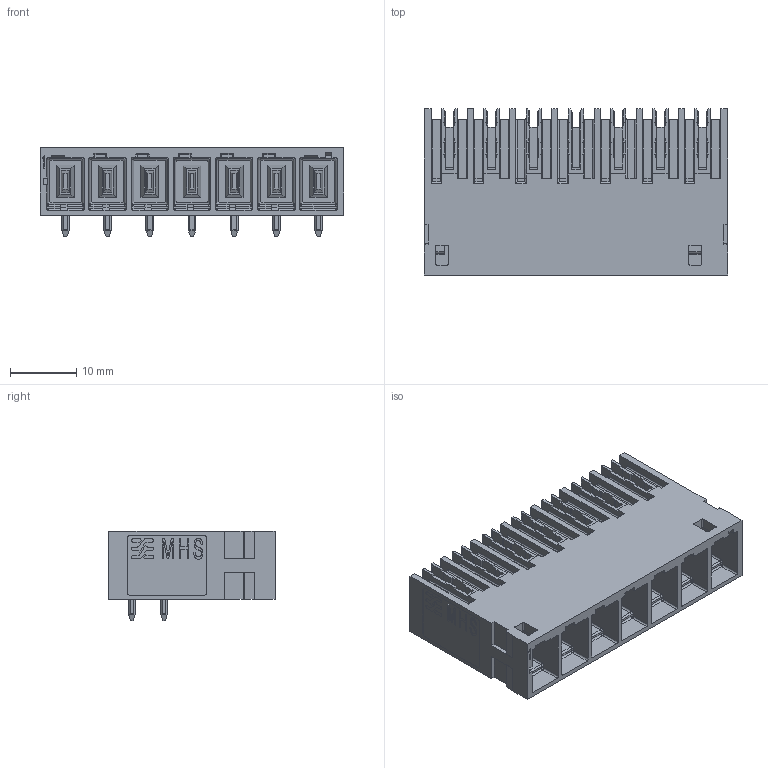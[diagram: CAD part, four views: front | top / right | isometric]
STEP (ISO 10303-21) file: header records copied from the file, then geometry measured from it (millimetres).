
FILE_DESCRIPTION(('CATIA V5 STEP Exchange','CAx-IF Rec.Pracs.--- Model Styling and Organization---1.5--- 2016-08-15','CAx-IF Rec.Pracs.---Supplemental Geometry---1.0---2011-11-01','CAx-IF Rec.Pracs.--- Composite Materials ---1.1---2010-07-15'),'2;1');
FILE_NAME ('2133602-1_1', '2025-03-05T09:49:21+00:00', ('none'), ('Weidmueller'), 'CATIA Version 5-6 Release 2022 SP4 HF5', 'CATIA V5 STEP AP214 v3', 'none');
FILE_SCHEMA(('AUTOMOTIVE_DESIGN { 1 0 10303 214 1 1 1 1 }'));
Products named in the file (1): 3128930000
Bounding box: 45.65 x 25 x 13.4 mm (x, y, z)
Volume: 5438.7 mm3; surface area: 11323.1 mm2
Topology: 1 solids, 1 shells, 1944 faces, 5567 edges, 3631 vertices
Faces by surface type: plane 1533, cylinder 317, extrusion 36, bspline 34, sphere 24
Entity records: 61033 total; most frequent: CARTESIAN_POINT 14153, ORIENTED_EDGE 11086, DIRECTION 6695, EDGE_CURVE 5543, VECTOR 4571, LINE 4535, VERTEX_POINT 3631, EDGE_LOOP 1978
